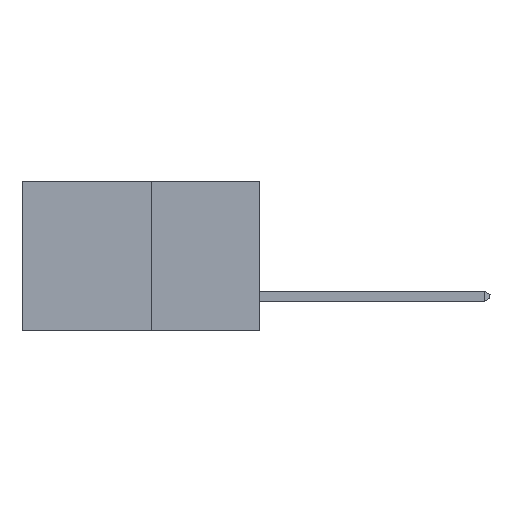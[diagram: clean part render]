
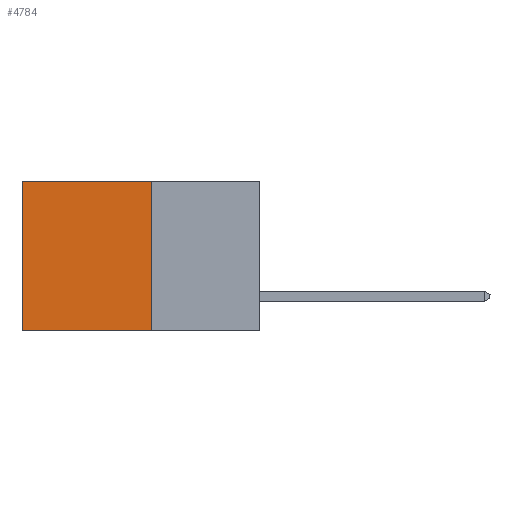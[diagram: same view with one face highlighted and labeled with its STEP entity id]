
A CAD part, left-side view. The second image highlights one B-rep face of the part: STEP entity #4784.
In plain terms, the highlighted planar face has unit normal (-1, 0, 0).
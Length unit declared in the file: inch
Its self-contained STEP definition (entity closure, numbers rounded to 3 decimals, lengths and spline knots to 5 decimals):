
#22 = AXIS2_PLACEMENT_3D ( 'NONE', #5827, #2299, #2215 ) ;
#45 = ORIENTED_EDGE ( 'NONE', *, *, #8968, .T. ) ;
#173 = CARTESIAN_POINT ( 'NONE',  ( 0.277, 0.59, -0.37 ) ) ;
#274 = FACE_OUTER_BOUND ( 'NONE', #1371, .T. ) ;
#540 = ORIENTED_EDGE ( 'NONE', *, *, #7757, .F. ) ;
#678 = ORIENTED_EDGE ( 'NONE', *, *, #9503, .F. ) ;
#1232 = VERTEX_POINT ( 'NONE', #3082 ) ;
#1329 = PLANE ( 'NONE',  #22 ) ;
#1371 = EDGE_LOOP ( 'NONE', ( #45, #540, #678, #1530 ) ) ;
#1530 = ORIENTED_EDGE ( 'NONE', *, *, #6561, .T. ) ;
#1835 = CARTESIAN_POINT ( 'NONE',  ( 0.277, 0.27, -0.37 ) ) ;
#1860 = DIRECTION ( 'NONE',  ( 0., 0., -1. ) ) ;
#2057 = VECTOR ( 'NONE', #8785, 39.37008 ) ;
#2215 = DIRECTION ( 'NONE',  ( 0., 0., -1. ) ) ;
#2299 = DIRECTION ( 'NONE',  ( 1., 0., 0. ) ) ;
#3082 = CARTESIAN_POINT ( 'NONE',  ( 0.277, 0.27, -0.37 ) ) ;
#4056 = DIRECTION ( 'NONE',  ( 0., 0., -1. ) ) ;
#4086 = CARTESIAN_POINT ( 'NONE',  ( 0.277, 0.59, -0.37 ) ) ;
#4209 = VERTEX_POINT ( 'NONE', #173 ) ;
#4629 = VECTOR ( 'NONE', #1860, 39.37008 ) ;
#4784 = ADVANCED_FACE ( 'NONE', ( #274 ), #1329, .F. ) ;
#5337 = VERTEX_POINT ( 'NONE', #10230 ) ;
#5827 = CARTESIAN_POINT ( 'NONE',  ( 0.277, 0.27, -0.37 ) ) ;
#6132 = VECTOR ( 'NONE', #9349, 39.37008 ) ;
#6561 = EDGE_CURVE ( 'NONE', #7817, #5337, #9767, .T. ) ;
#7082 = LINE ( 'NONE', #1835, #4629 ) ;
#7757 = EDGE_CURVE ( 'NONE', #1232, #4209, #8901, .T. ) ;
#7817 = VERTEX_POINT ( 'NONE', #8669 ) ;
#8669 = CARTESIAN_POINT ( 'NONE',  ( 0.277, 0.27, 0. ) ) ;
#8692 = VECTOR ( 'NONE', #4056, 39.37008 ) ;
#8785 = DIRECTION ( 'NONE',  ( 0., 1., 0. ) ) ;
#8793 = CARTESIAN_POINT ( 'NONE',  ( 0.277, 0.27, -0.37 ) ) ;
#8901 = LINE ( 'NONE', #8793, #2057 ) ;
#8968 = EDGE_CURVE ( 'NONE', #5337, #4209, #10714, .T. ) ;
#9349 = DIRECTION ( 'NONE',  ( 0., 1., 0. ) ) ;
#9401 = CARTESIAN_POINT ( 'NONE',  ( 0.277, 0.27, 0. ) ) ;
#9503 = EDGE_CURVE ( 'NONE', #7817, #1232, #7082, .T. ) ;
#9767 = LINE ( 'NONE', #9401, #6132 ) ;
#10230 = CARTESIAN_POINT ( 'NONE',  ( 0.277, 0.59, 0. ) ) ;
#10714 = LINE ( 'NONE', #4086, #8692 ) ;
